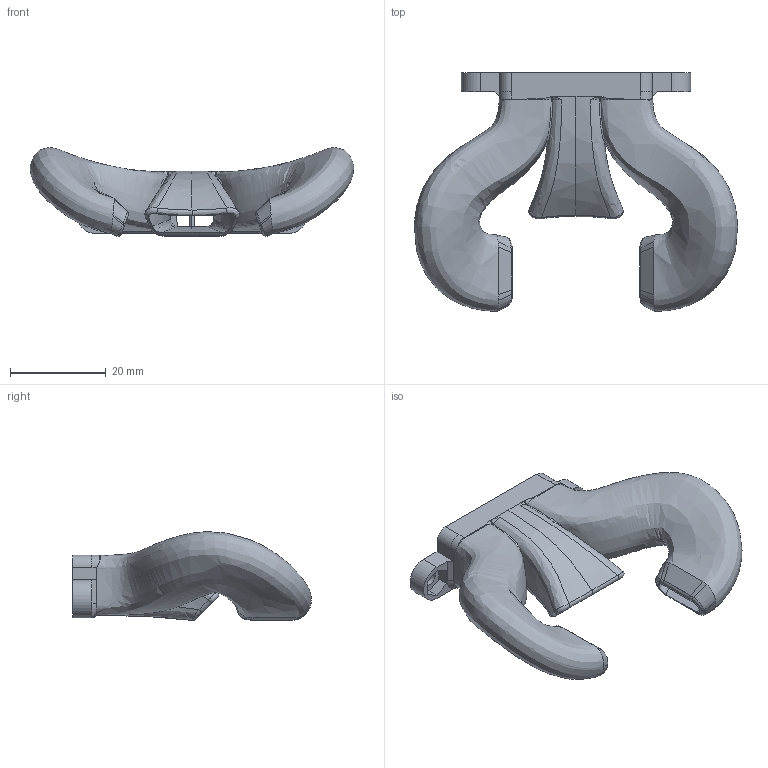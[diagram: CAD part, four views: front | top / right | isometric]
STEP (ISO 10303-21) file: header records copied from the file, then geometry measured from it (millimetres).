
FILE_DESCRIPTION(/* description */ ('','CAx-IF Rec.Pracs.---Representation and Presentation of Product Manufacturing Information (PMI)---3.8---2014-02-18'),/* implementation_level */ '2;1');
FILE_NAME(/* name */ 'Monster_Horns_Duct_V2.2.stp',/* time_stamp */ '2021-05-05T16:41:16+02:00',/* author */ ('Thomas'),/* organization */ (''),/* preprocessor_version */ 'ST-DEVELOPER v16.5',/* originating_system */ 'Autodesk Inventor 2017',/* authorisation */ '');
FILE_SCHEMA (('AP242_MANAGED_MODEL_BASED_3D_ENGINEERING_MIM_LF { 1 0 10303 442 1 1 4 }'));
Length unit declared in the file: millimetre
Products named in the file (1): 5015_2_Mod_3.3_duct-1.5mm
Bounding box: 67.71 x 49.96 x 18.61 mm (x, y, z)
Volume: 6068.3 mm3; surface area: 11785.1 mm2
Topology: 1 solids, 1 shells, 229 faces, 711 edges, 474 vertices
Faces by surface type: bspline 138, plane 65, cylinder 22, cone 4
Full cylindrical faces by diameter (mm): 3.4 x2
Entity records: 26150 total; most frequent: CARTESIAN_POINT 20499, ORIENTED_EDGE 1400, DIRECTION 855, EDGE_CURVE 700, VERTEX_POINT 474, AXIS2_PLACEMENT_3D 299, LINE 257, VECTOR 257
